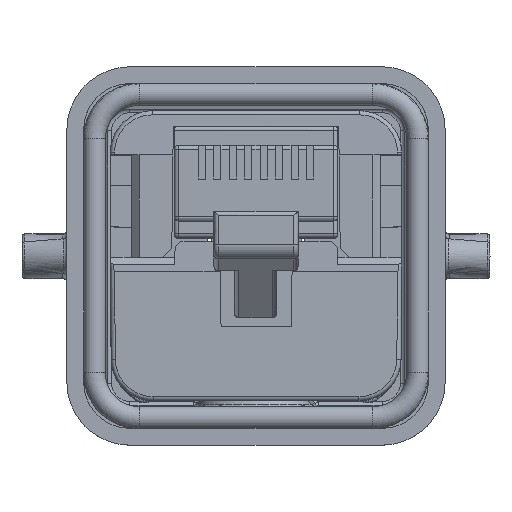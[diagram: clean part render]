
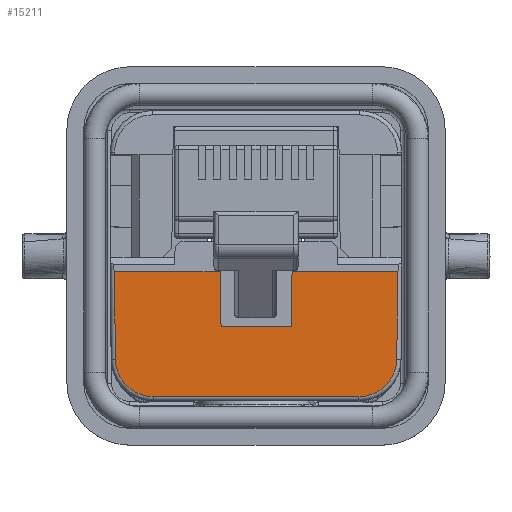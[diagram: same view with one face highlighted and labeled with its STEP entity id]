
A CAD part, top view. The second image highlights one B-rep face of the part: STEP entity #15211.
In plain terms, the highlighted planar face has unit normal (0, -0.009, 1).
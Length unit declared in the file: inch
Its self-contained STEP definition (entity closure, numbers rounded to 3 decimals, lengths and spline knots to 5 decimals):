
#247=CIRCLE('',#16156,0.1063);
#248=CIRCLE('',#16157,0.1063);
#834=LINE('',#22331,#2054);
#904=LINE('',#22636,#2124);
#905=LINE('',#22655,#2125);
#906=LINE('',#22660,#2126);
#907=LINE('',#22662,#2127);
#908=LINE('',#22664,#2128);
#909=LINE('',#22665,#2129);
#910=LINE('',#22667,#2130);
#2054=VECTOR('',#17700,39.37008);
#2124=VECTOR('',#17848,39.37008);
#2125=VECTOR('',#17851,39.37008);
#2126=VECTOR('',#17854,39.37008);
#2127=VECTOR('',#17855,39.37008);
#2128=VECTOR('',#17856,39.37008);
#2129=VECTOR('',#17857,39.37008);
#2130=VECTOR('',#17858,39.37008);
#3203=PLANE('',#16155);
#4167=ORIENTED_EDGE('',*,*,#8730,.F.);
#4168=ORIENTED_EDGE('',*,*,#8731,.T.);
#4169=ORIENTED_EDGE('',*,*,#8732,.T.);
#4170=ORIENTED_EDGE('',*,*,#8733,.F.);
#4171=ORIENTED_EDGE('',*,*,#8734,.F.);
#4172=ORIENTED_EDGE('',*,*,#8635,.F.);
#4173=ORIENTED_EDGE('',*,*,#8735,.T.);
#4174=ORIENTED_EDGE('',*,*,#8736,.F.);
#4175=ORIENTED_EDGE('',*,*,#8728,.T.);
#4176=ORIENTED_EDGE('',*,*,#8737,.T.);
#8635=EDGE_CURVE('',#10942,#10943,#834,.T.);
#8728=EDGE_CURVE('',#11010,#11009,#904,.T.);
#8730=EDGE_CURVE('',#11011,#11012,#905,.T.);
#8731=EDGE_CURVE('',#11011,#11013,#247,.T.);
#8732=EDGE_CURVE('',#11013,#11014,#906,.T.);
#8733=EDGE_CURVE('',#11015,#11014,#907,.T.);
#8734=EDGE_CURVE('',#10943,#11015,#908,.T.);
#8735=EDGE_CURVE('',#10942,#11016,#909,.T.);
#8736=EDGE_CURVE('',#11010,#11016,#910,.T.);
#8737=EDGE_CURVE('',#11009,#11012,#248,.T.);
#10942=VERTEX_POINT('',#22330);
#10943=VERTEX_POINT('',#22332);
#11009=VERTEX_POINT('',#22635);
#11010=VERTEX_POINT('',#22637);
#11011=VERTEX_POINT('',#22656);
#11012=VERTEX_POINT('',#22657);
#11013=VERTEX_POINT('',#22659);
#11014=VERTEX_POINT('',#22661);
#11015=VERTEX_POINT('',#22663);
#11016=VERTEX_POINT('',#22666);
#13089=EDGE_LOOP('',(#4167,#4168,#4169,#4170,#4171,#4172,#4173,#4174,#4175,
#4176));
#14008=FACE_BOUND('',#13089,.T.);
#15211=ADVANCED_FACE('',(#14008),#3203,.T.);
#16155=AXIS2_PLACEMENT_3D('',#22654,#17849,#17850);
#16156=AXIS2_PLACEMENT_3D('',#22658,#17852,#17853);
#16157=AXIS2_PLACEMENT_3D('',#22668,#17859,#17860);
#17700=DIRECTION('',(1.,0.,0.));
#17848=DIRECTION('',(0.009,-1.,-0.009));
#17849=DIRECTION('',(0.,-0.009,1.));
#17850=DIRECTION('',(-1.,0.,0.));
#17851=DIRECTION('',(-1.,0.,0.));
#17852=DIRECTION('',(0.,-0.009,1.));
#17853=DIRECTION('',(0.,-1.,-0.009));
#17854=DIRECTION('',(0.009,1.,0.009));
#17855=DIRECTION('',(1.,0.,0.));
#17856=DIRECTION('',(0.017,1.,0.009));
#17857=DIRECTION('',(-0.017,1.,0.009));
#17858=DIRECTION('',(1.,0.,0.));
#17859=DIRECTION('',(0.,-0.009,1.));
#17860=DIRECTION('',(-1.,-0.009,0.));
#22330=CARTESIAN_POINT('',(-0.09823,-0.20827,-0.14307));
#22331=CARTESIAN_POINT('',(-0.09823,-0.20827,-0.14307));
#22332=CARTESIAN_POINT('',(0.09862,-0.20827,-0.14307));
#22635=CARTESIAN_POINT('',(-0.3953,-0.29985,-0.14387));
#22636=CARTESIAN_POINT('',(-0.39744,-0.05472,-0.14173));
#22637=CARTESIAN_POINT('',(-0.39744,-0.05472,-0.14173));
#22654=CARTESIAN_POINT('',(0.40965,-0.05472,-0.14173));
#22655=CARTESIAN_POINT('',(0.2894,-0.40522,-0.14479));
#22656=CARTESIAN_POINT('',(0.2894,-0.40522,-0.14479));
#22657=CARTESIAN_POINT('',(-0.28901,-0.40522,-0.14479));
#22658=CARTESIAN_POINT('',(0.2894,-0.29892,-0.14386));
#22659=CARTESIAN_POINT('',(0.3957,-0.29985,-0.14387));
#22660=CARTESIAN_POINT('',(0.3957,-0.29985,-0.14387));
#22661=CARTESIAN_POINT('',(0.39784,-0.05472,-0.14173));
#22662=CARTESIAN_POINT('',(0.1013,-0.05472,-0.14173));
#22663=CARTESIAN_POINT('',(0.1013,-0.05472,-0.14173));
#22664=CARTESIAN_POINT('',(0.09862,-0.20827,-0.14307));
#22665=CARTESIAN_POINT('',(-0.09823,-0.20827,-0.14307));
#22666=CARTESIAN_POINT('',(-0.10091,-0.05472,-0.14173));
#22667=CARTESIAN_POINT('',(-0.39744,-0.05472,-0.14173));
#22668=CARTESIAN_POINT('',(-0.289,-0.29892,-0.14386));
